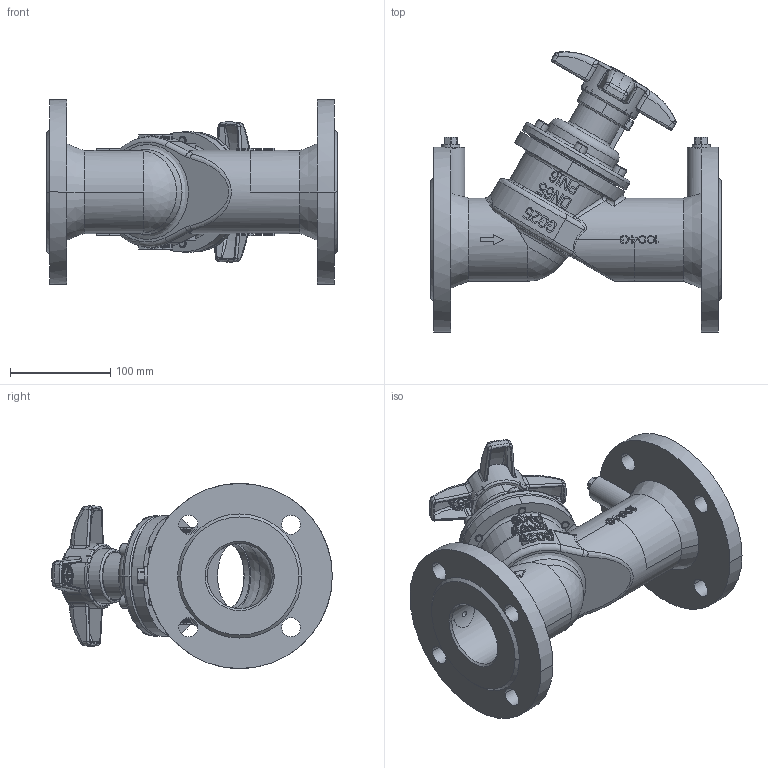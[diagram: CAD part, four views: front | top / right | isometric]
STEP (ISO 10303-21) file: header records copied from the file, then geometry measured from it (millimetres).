
FILE_DESCRIPTION((''),'2;1');
FILE_NAME('003Z1062_ASM','2015-05-12T',('u317927'),('Danfoss'),'PRO/ENGINEER BY PARAMETRIC TECHNOLOGY CORPORATION, 2014000','PRO/ENGINEER BY PARAMETRIC TECHNOLOGY CORPORATION, 2014000','');
FILE_SCHEMA(('CONFIG_CONTROL_DESIGN'));
Products named in the file (21): BODYMACHING_3; DN50_NPPLEGASKET_A_1; DN50_NIPPLE_1; BONNETMACHING_7; DIGITALWHEEL_1; BODYNEW_1; MANIFOLD_SOLID_BREP_108975; MANIFOLD_SOLID_BREP_109856; MANIFOLD_SOLID_BREP_111595; MANIFOLD_SOLID_BREP_112406; MANIFOLD_SOLID_BREP_113118; MANIFOLD_SOLID_BREP_114659; MANIFOLD_SOLID_BREP_116130; MANIFOLD_SOLID_BREP_117601; PRT0003_1_ASM_ASM; RINGWHEEL_1; ASD_ASM_1_ASM_ASM; GB-T70_1-M8X25_1; ASM_DN65_NEW2_ASM_2_ASM_ASM; 003Z1062_ASM_ASM_ASM; 003Z1062_ASM
Assembly tree (27 placements, depth 6):
  003Z1062_ASM
    003Z1062_ASM_ASM_ASM
      ASM_DN65_NEW2_ASM_2_ASM_ASM
        BODYMACHING_3
        DN50_NPPLEGASKET_A_1  x2
        DN50_NIPPLE_1  x2
        BONNETMACHING_7
        ASD_ASM_1_ASM_ASM
          DIGITALWHEEL_1
          BODYNEW_1
          PRT0003_1_ASM_ASM
            MANIFOLD_SOLID_BREP_108975
            MANIFOLD_SOLID_BREP_109856
            MANIFOLD_SOLID_BREP_111595
            MANIFOLD_SOLID_BREP_112406
            MANIFOLD_SOLID_BREP_113118
            MANIFOLD_SOLID_BREP_114659
            MANIFOLD_SOLID_BREP_116130
            MANIFOLD_SOLID_BREP_117601
          RINGWHEEL_1
        GB-T70_1-M8X25_1  x2
      GB-T70_1-M8X25_1  x4
Bounding box: 290.06 x 280.27 x 185 mm (x, y, z)
Volume: 300735.7 mm3; surface area: 418050.1 mm2
Topology: 22 solids, 37 shells, 3246 faces, 9122 edges, 6028 vertices
Faces by surface type: plane 2400, cylinder 465, bspline 131, torus 110, cone 81, extrusion 42, revolution 9, sphere 8
Entity records: 107688 total; most frequent: CARTESIAN_POINT 31135, ORIENTED_EDGE 17233, DIRECTION 13872, EDGE_CURVE 8634, VERTEX_POINT 5737, VECTOR 5409, LINE 5367, AXIS2_PLACEMENT_3D 4227
